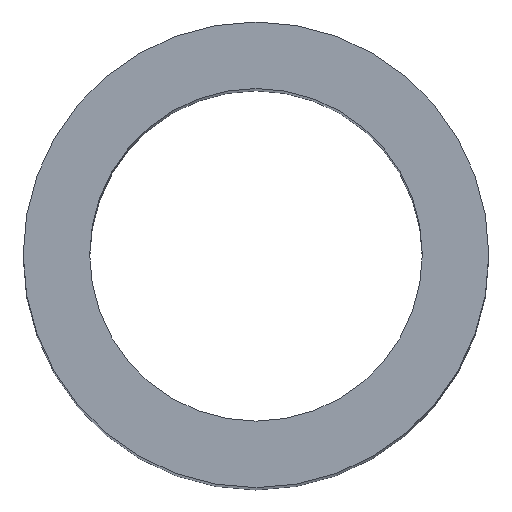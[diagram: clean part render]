
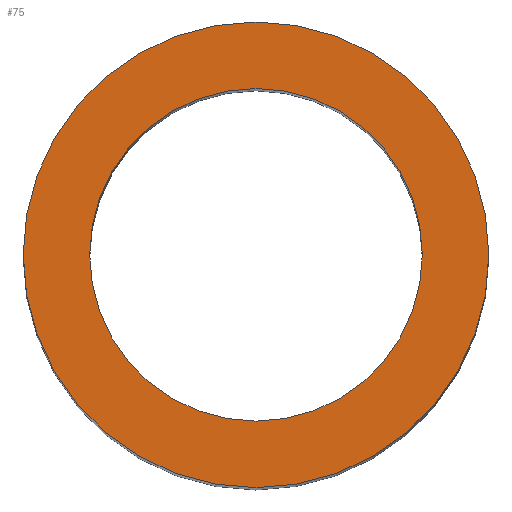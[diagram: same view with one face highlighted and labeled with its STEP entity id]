
A CAD part, top view. The second image highlights one B-rep face of the part: STEP entity #75.
In plain terms, the highlighted planar face has unit normal (0, 0, 1).
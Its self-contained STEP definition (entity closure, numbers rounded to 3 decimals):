
#1 = FACE_OUTER_BOUND ( 'NONE', #97, .T. ) ;
#3 = CARTESIAN_POINT ( 'NONE',  ( 0., -25., 200. ) ) ;
#5 = PLANE ( 'NONE',  #125 ) ;
#17 = EDGE_CURVE ( 'NONE', #119, #224, #175, .T. ) ;
#21 = DIRECTION ( 'NONE',  ( 0., -1., 0. ) ) ;
#23 = AXIS2_PLACEMENT_3D ( 'NONE', #131, #87, #217 ) ;
#33 = CARTESIAN_POINT ( 'NONE',  ( 0., 0., 200. ) ) ;
#38 = FACE_BOUND ( 'NONE', #213, .T. ) ;
#40 = CARTESIAN_POINT ( 'NONE',  ( 0., 35., 200. ) ) ;
#46 = ORIENTED_EDGE ( 'NONE', *, *, #165, .F. ) ;
#63 = VERTEX_POINT ( 'NONE', #3 ) ;
#65 = CIRCLE ( 'NONE', #212, 35. ) ;
#75 = ADVANCED_FACE ( 'NONE', ( #1, #38 ), #5, .T. ) ;
#83 = EDGE_CURVE ( 'NONE', #224, #119, #65, .T. ) ;
#87 = DIRECTION ( 'NONE',  ( 0., 0., 1. ) ) ;
#97 = EDGE_LOOP ( 'NONE', ( #222, #121 ) ) ;
#99 = AXIS2_PLACEMENT_3D ( 'NONE', #108, #170, #196 ) ;
#108 = CARTESIAN_POINT ( 'NONE',  ( 0., 0., 200. ) ) ;
#110 = CIRCLE ( 'NONE', #204, 25. ) ;
#111 = CARTESIAN_POINT ( 'NONE',  ( 0., -35., 200. ) ) ;
#112 = DIRECTION ( 'NONE',  ( 0., -1., 0. ) ) ;
#119 = VERTEX_POINT ( 'NONE', #111 ) ;
#121 = ORIENTED_EDGE ( 'NONE', *, *, #17, .T. ) ;
#125 = AXIS2_PLACEMENT_3D ( 'NONE', #153, #231, #112 ) ;
#126 = DIRECTION ( 'NONE',  ( 0., 0., 1. ) ) ;
#131 = CARTESIAN_POINT ( 'NONE',  ( 0., 0., 200. ) ) ;
#134 = CARTESIAN_POINT ( 'NONE',  ( 0., 0., 200. ) ) ;
#138 = VERTEX_POINT ( 'NONE', #157 ) ;
#141 = EDGE_CURVE ( 'NONE', #63, #138, #229, .T. ) ;
#153 = CARTESIAN_POINT ( 'NONE',  ( 0., 0., 200. ) ) ;
#157 = CARTESIAN_POINT ( 'NONE',  ( 0., 25., 200. ) ) ;
#165 = EDGE_CURVE ( 'NONE', #138, #63, #110, .T. ) ;
#170 = DIRECTION ( 'NONE',  ( 0., 0., 1. ) ) ;
#173 = DIRECTION ( 'NONE',  ( 0., -1., 0. ) ) ;
#175 = CIRCLE ( 'NONE', #23, 35. ) ;
#196 = DIRECTION ( 'NONE',  ( 0., -1., 0. ) ) ;
#204 = AXIS2_PLACEMENT_3D ( 'NONE', #134, #216, #173 ) ;
#212 = AXIS2_PLACEMENT_3D ( 'NONE', #33, #126, #21 ) ;
#213 = EDGE_LOOP ( 'NONE', ( #46, #227 ) ) ;
#216 = DIRECTION ( 'NONE',  ( 0., 0., 1. ) ) ;
#217 = DIRECTION ( 'NONE',  ( 0., -1., 0. ) ) ;
#222 = ORIENTED_EDGE ( 'NONE', *, *, #83, .T. ) ;
#224 = VERTEX_POINT ( 'NONE', #40 ) ;
#227 = ORIENTED_EDGE ( 'NONE', *, *, #141, .F. ) ;
#229 = CIRCLE ( 'NONE', #99, 25. ) ;
#231 = DIRECTION ( 'NONE',  ( 0., 0., 1. ) ) ;
